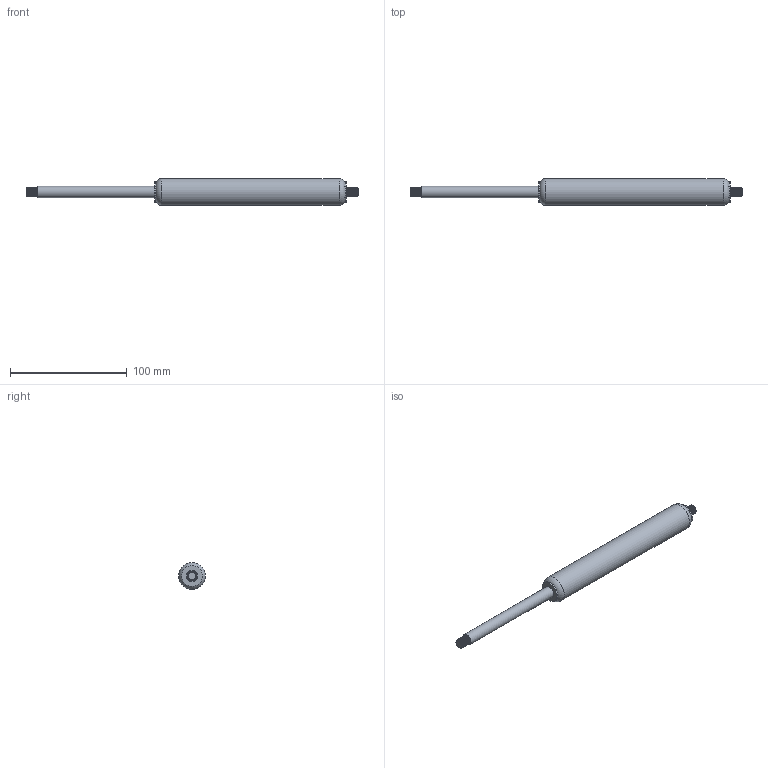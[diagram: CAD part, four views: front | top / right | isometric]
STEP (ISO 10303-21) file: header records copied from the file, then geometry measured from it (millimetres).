
FILE_DESCRIPTION(/* description */ (''),/* implementation_level */ '2;1');
FILE_NAME(/* name */ 'G_10_23_100_1_264_Steel.stp',/* time_stamp */ '2024-03-08T10:28:52+02:00',/* author */ (''),/* organization */ (''),/* preprocessor_version */ 'ST-DEVELOPER v16',/* originating_system */ 'SIEMENS PLM Software NX 11.0',/* authorisation */ '');
FILE_SCHEMA (('AUTOMOTIVE_DESIGN { 1 0 10303 214 3 1 1 1 }'));
Length unit declared in the file: millimetre
Products named in the file (5): thread cylinder; thread rod; rod; cylinder; G_10_23_100_1_264_Steel_stp
Assembly tree (4 placements, depth 2):
  G_10_23_100_1_264_Steel_stp
    cylinder
    rod
    thread rod
    thread cylinder
Bounding box: 284 x 23 x 23 mm (x, y, z)
Volume: 75823.2 mm3; surface area: 16580.5 mm2
Topology: 4 solids, 4 shells, 26 faces, 48 edges, 30 vertices
Faces by surface type: plane 8, cylinder 8, cone 4, bspline 4, torus 2
Full cylindrical faces by diameter (mm): 10 x1, 18 x2, 23 x1
Entity records: 5497 total; most frequent: CARTESIAN_POINT 4939, DIRECTION 94, ORIENTED_EDGE 72, AXIS2_PLACEMENT_3D 47, EDGE_LOOP 36, EDGE_CURVE 36, VERTEX_POINT 28, ADVANCED_FACE 26
